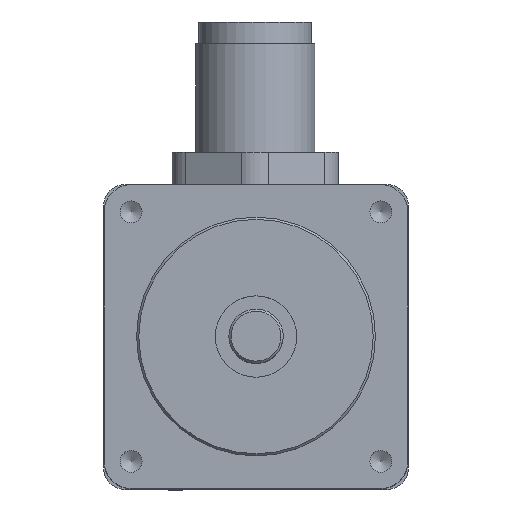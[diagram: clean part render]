
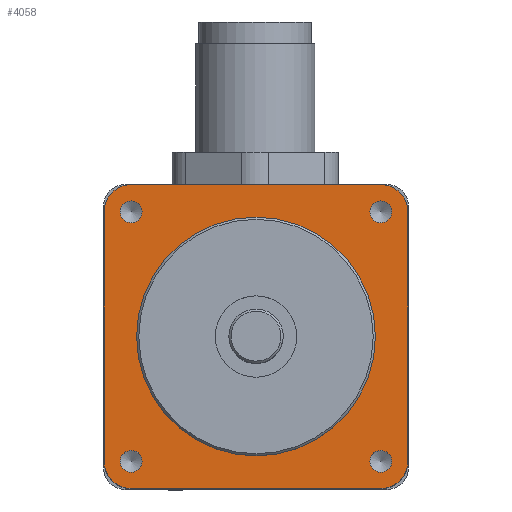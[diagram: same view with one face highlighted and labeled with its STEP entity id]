
A CAD part, top view. The second image highlights one B-rep face of the part: STEP entity #4058.
In plain terms, the highlighted planar face has unit normal (0, 0, 1).
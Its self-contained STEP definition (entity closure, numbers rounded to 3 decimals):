
#3928=CARTESIAN_POINT('',(0.,0.,7.6));
#3929=DIRECTION('',(0.0,0.0,1.0));
#3930=DIRECTION('',(1.0,0.0,0.0));
#3931=AXIS2_PLACEMENT_3D('',#3928,#3929,#3930);
#3932=PLANE('',#3931);
#3933=CARTESIAN_POINT('',(-11.5,14.,7.6));
#3934=VERTEX_POINT('',#3933);
#3935=CARTESIAN_POINT('',(11.5,14.,7.6));
#3936=VERTEX_POINT('',#3935);
#3937=CARTESIAN_POINT('',(-11.5,14.,7.6));
#3938=DIRECTION('',(1.0,0.0,0.0));
#3939=VECTOR('',#3938,23.);
#3940=LINE('',#3937,#3939);
#3941=EDGE_CURVE('',#3934,#3936,#3940,.T.);
#3942=ORIENTED_EDGE('',*,*,#3941,.F.);
#3943=CARTESIAN_POINT('',(-14.,11.5,7.6));
#3944=VERTEX_POINT('',#3943);
#3945=CARTESIAN_POINT('',(-11.5,11.5,7.6));
#3946=DIRECTION('',(0.0,0.0,-1.0));
#3947=DIRECTION('',(0.0,1.0,0.0));
#3948=AXIS2_PLACEMENT_3D('',#3945,#3946,#3947);
#3949=CIRCLE('',#3948,2.5);
#3950=EDGE_CURVE('',#3944,#3934,#3949,.T.);
#3951=ORIENTED_EDGE('',*,*,#3950,.F.);
#3952=CARTESIAN_POINT('',(-14.0,-11.5,7.6));
#3953=VERTEX_POINT('',#3952);
#3954=CARTESIAN_POINT('',(-14.0,-11.5,7.6));
#3955=DIRECTION('',(0.0,1.0,0.0));
#3956=VECTOR('',#3955,23.);
#3957=LINE('',#3954,#3956);
#3958=EDGE_CURVE('',#3953,#3944,#3957,.T.);
#3959=ORIENTED_EDGE('',*,*,#3958,.F.);
#3960=CARTESIAN_POINT('',(-11.5,-14.,7.6));
#3961=VERTEX_POINT('',#3960);
#3962=CARTESIAN_POINT('',(-11.5,-11.5,7.6));
#3963=DIRECTION('',(0.0,0.0,-1.0));
#3964=DIRECTION('',(-1.0,0.0,0.0));
#3965=AXIS2_PLACEMENT_3D('',#3962,#3963,#3964);
#3966=CIRCLE('',#3965,2.5);
#3967=EDGE_CURVE('',#3961,#3953,#3966,.T.);
#3968=ORIENTED_EDGE('',*,*,#3967,.F.);
#3969=CARTESIAN_POINT('',(11.5,-14.,7.6));
#3970=VERTEX_POINT('',#3969);
#3971=CARTESIAN_POINT('',(11.5,-14.,7.6));
#3972=DIRECTION('',(-1.0,0.0,0.0));
#3973=VECTOR('',#3972,23.);
#3974=LINE('',#3971,#3973);
#3975=EDGE_CURVE('',#3970,#3961,#3974,.T.);
#3976=ORIENTED_EDGE('',*,*,#3975,.F.);
#3977=CARTESIAN_POINT('',(14.,-11.5,7.6));
#3978=VERTEX_POINT('',#3977);
#3979=CARTESIAN_POINT('',(11.5,-11.5,7.6));
#3980=DIRECTION('',(0.0,0.0,-1.0));
#3981=DIRECTION('',(0.0,-1.0,0.0));
#3982=AXIS2_PLACEMENT_3D('',#3979,#3980,#3981);
#3983=CIRCLE('',#3982,2.5);
#3984=EDGE_CURVE('',#3978,#3970,#3983,.T.);
#3985=ORIENTED_EDGE('',*,*,#3984,.F.);
#3986=CARTESIAN_POINT('',(14.,11.5,7.6));
#3987=VERTEX_POINT('',#3986);
#3988=CARTESIAN_POINT('',(14.,11.5,7.6));
#3989=DIRECTION('',(0.0,-1.0,0.0));
#3990=VECTOR('',#3989,23.);
#3991=LINE('',#3988,#3990);
#3992=EDGE_CURVE('',#3987,#3978,#3991,.T.);
#3993=ORIENTED_EDGE('',*,*,#3992,.F.);
#3994=CARTESIAN_POINT('',(11.5,11.5,7.6));
#3995=DIRECTION('',(0.0,0.0,-1.0));
#3996=DIRECTION('',(1.0,0.0,0.0));
#3997=AXIS2_PLACEMENT_3D('',#3994,#3995,#3996);
#3998=CIRCLE('',#3997,2.5);
#3999=EDGE_CURVE('',#3936,#3987,#3998,.T.);
#4000=ORIENTED_EDGE('',*,*,#3999,.F.);
#4001=EDGE_LOOP('',(#3942,#3951,#3959,#3968,#3976,#3985,#3993,#4000));
#4002=FACE_OUTER_BOUND('',#4001,.T.);
#4003=CARTESIAN_POINT('',(-12.507,-11.5,7.6));
#4004=VERTEX_POINT('',#4003);
#4005=CARTESIAN_POINT('',(-11.5,-11.5,7.6));
#4006=DIRECTION('',(0.0,0.0,-1.0));
#4007=DIRECTION('',(1.0,0.0,0.0));
#4008=AXIS2_PLACEMENT_3D('',#4005,#4006,#4007);
#4009=CIRCLE('',#4008,1.007);
#4010=EDGE_CURVE('',#4004,#4004,#4009,.T.);
#4011=ORIENTED_EDGE('',*,*,#4010,.T.);
#4012=EDGE_LOOP('',(#4011));
#4013=FACE_BOUND('',#4012,.T.);
#4014=CARTESIAN_POINT('',(10.494,-11.5,7.6));
#4015=VERTEX_POINT('',#4014);
#4016=CARTESIAN_POINT('',(11.5,-11.5,7.6));
#4017=DIRECTION('',(0.0,0.0,-1.0));
#4018=DIRECTION('',(1.0,0.0,0.0));
#4019=AXIS2_PLACEMENT_3D('',#4016,#4017,#4018);
#4020=CIRCLE('',#4019,1.007);
#4021=EDGE_CURVE('',#4015,#4015,#4020,.T.);
#4022=ORIENTED_EDGE('',*,*,#4021,.T.);
#4023=EDGE_LOOP('',(#4022));
#4024=FACE_BOUND('',#4023,.T.);
#4025=CARTESIAN_POINT('',(-12.507,11.5,7.6));
#4026=VERTEX_POINT('',#4025);
#4027=CARTESIAN_POINT('',(-11.5,11.5,7.6));
#4028=DIRECTION('',(0.0,0.0,-1.0));
#4029=DIRECTION('',(1.0,0.0,0.0));
#4030=AXIS2_PLACEMENT_3D('',#4027,#4028,#4029);
#4031=CIRCLE('',#4030,1.007);
#4032=EDGE_CURVE('',#4026,#4026,#4031,.T.);
#4033=ORIENTED_EDGE('',*,*,#4032,.T.);
#4034=EDGE_LOOP('',(#4033));
#4035=FACE_BOUND('',#4034,.T.);
#4036=CARTESIAN_POINT('',(10.494,11.5,7.6));
#4037=VERTEX_POINT('',#4036);
#4038=CARTESIAN_POINT('',(11.5,11.5,7.6));
#4039=DIRECTION('',(0.0,0.0,-1.0));
#4040=DIRECTION('',(1.0,0.0,0.0));
#4041=AXIS2_PLACEMENT_3D('',#4038,#4039,#4040);
#4042=CIRCLE('',#4041,1.007);
#4043=EDGE_CURVE('',#4037,#4037,#4042,.T.);
#4044=ORIENTED_EDGE('',*,*,#4043,.T.);
#4045=EDGE_LOOP('',(#4044));
#4046=FACE_BOUND('',#4045,.T.);
#4047=CARTESIAN_POINT('',(11.0,0.,7.6));
#4048=VERTEX_POINT('',#4047);
#4049=CARTESIAN_POINT('',(0.0,0.0,7.6));
#4050=DIRECTION('',(0.0,0.0,-1.0));
#4051=DIRECTION('',(-1.0,0.0,0.0));
#4052=AXIS2_PLACEMENT_3D('',#4049,#4050,#4051);
#4053=CIRCLE('',#4052,11.0);
#4054=EDGE_CURVE('',#4048,#4048,#4053,.T.);
#4055=ORIENTED_EDGE('',*,*,#4054,.T.);
#4056=EDGE_LOOP('',(#4055));
#4057=FACE_BOUND('',#4056,.T.);
#4058=ADVANCED_FACE('',(#4002,#4013,#4024,#4035,#4046,#4057),#3932,.T.);
